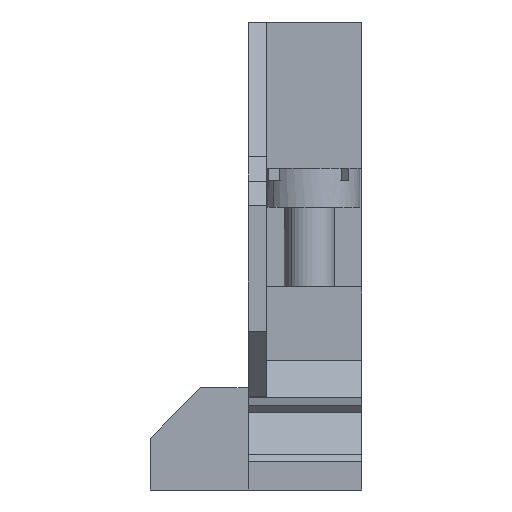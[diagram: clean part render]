
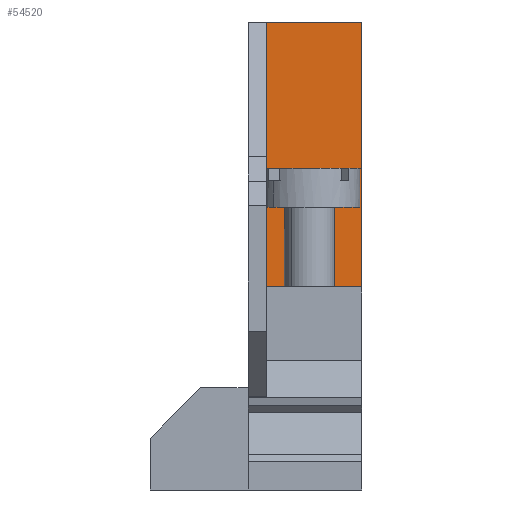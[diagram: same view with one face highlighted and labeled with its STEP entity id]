
A CAD part, front view. The second image highlights one B-rep face of the part: STEP entity #54520.
In plain terms, the highlighted face is planar.
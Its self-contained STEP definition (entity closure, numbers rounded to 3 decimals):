
#26340=CARTESIAN_POINT('',(-163.849,223.1,
8.5));
#26350=VERTEX_POINT('',#26340);
#26380=CARTESIAN_POINT('',(-163.849,223.1,
0.));
#26390=DIRECTION('',(0.,0.,1.));
#26400=VECTOR('',#26390,1.);
#26410=LINE('',#26380,#26400);
#26420=CARTESIAN_POINT('',(-163.849,223.1,
0.95));
#26430=VERTEX_POINT('',#26420);
#26440=EDGE_CURVE('',#26430,#26350,#26410,.T.);
#28590=CARTESIAN_POINT('',(-163.849,202.15,0.95));
#28600=VERTEX_POINT('',#28590);
#28630=CARTESIAN_POINT('',(-163.849,202.15,0.));
#28640=DIRECTION('',(0.,0.,-1.));
#28650=VECTOR('',#28640,1.);
#28660=LINE('',#28630,#28650);
#28670=CARTESIAN_POINT('',(-163.849,202.15,8.5));
#28680=VERTEX_POINT('',#28670);
#28690=EDGE_CURVE('',#28680,#28600,#28660,.T.);
#51270=CARTESIAN_POINT('',(-163.849,-3.,
8.5));
#51280=DIRECTION('',(0.,-1.,0.));
#51290=VECTOR('',#51280,1.);
#51300=LINE('',#51270,#51290);
#51310=EDGE_CURVE('',#26350,#28680,#51300,.T.);
#53990=CARTESIAN_POINT('',(-163.849,0.,0.95));
#54000=DIRECTION('',(0.,1.,0.));
#54010=VECTOR('',#54000,1.);
#54020=LINE('',#53990,#54010);
#54030=EDGE_CURVE('',#28600,#26430,#54020,.T.);
#54410=CARTESIAN_POINT('',(-163.849,203.15,
0.95));
#54420=DIRECTION('',(1.,-0.,0.));
#54430=DIRECTION('',(0.,0.,-1.));
#54440=AXIS2_PLACEMENT_3D('',#54410,#54420,#54430);
#54450=PLANE('',#54440);
#54460=ORIENTED_EDGE('',*,*,#28690,.F.);
#54470=ORIENTED_EDGE('',*,*,#54030,.F.);
#54480=ORIENTED_EDGE('',*,*,#26440,.F.);
#54490=ORIENTED_EDGE('',*,*,#51310,.F.);
#54500=EDGE_LOOP('',(#54490,#54480,#54470,#54460));
#54510=FACE_OUTER_BOUND('',#54500,.T.);
#54520=ADVANCED_FACE('',(#54510),#54450,.F.);
